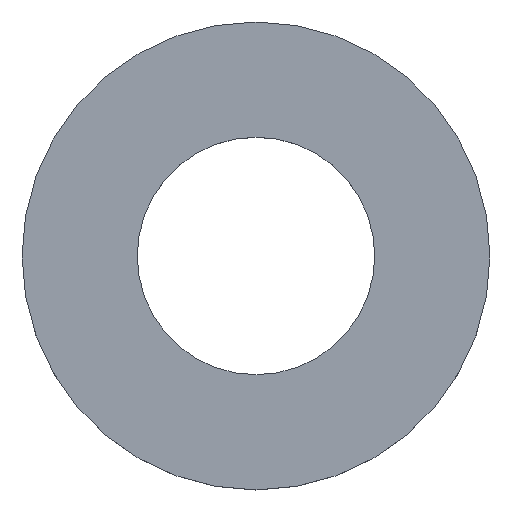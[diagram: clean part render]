
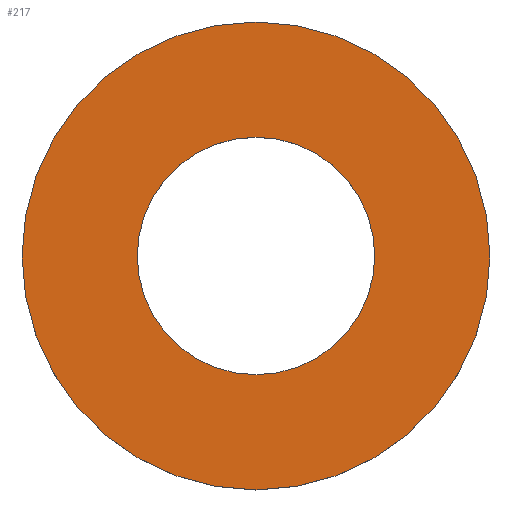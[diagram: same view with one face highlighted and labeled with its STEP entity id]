
A CAD part, top view. The second image highlights one B-rep face of the part: STEP entity #217.
In plain terms, the highlighted planar face has unit normal (0, 0, 1).
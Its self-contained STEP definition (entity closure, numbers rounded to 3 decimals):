
#35 = VERTEX_POINT('',#36);
#36 = CARTESIAN_POINT('',(7.88,0.,1.6));
#43 = CYLINDRICAL_SURFACE('',#44,7.88);
#44 = AXIS2_PLACEMENT_3D('',#45,#46,#47);
#45 = CARTESIAN_POINT('',(0.,0.,0.));
#46 = DIRECTION('',(-0.,-0.,-1.));
#47 = DIRECTION('',(1.,0.,0.));
#62 = EDGE_CURVE('',#35,#35,#63,.T.);
#63 = SURFACE_CURVE('',#64,(#69,#76),.PCURVE_S1.);
#64 = CIRCLE('',#65,7.88);
#65 = AXIS2_PLACEMENT_3D('',#66,#67,#68);
#66 = CARTESIAN_POINT('',(0.,0.,1.6));
#67 = DIRECTION('',(0.,0.,1.));
#68 = DIRECTION('',(1.,0.,0.));
#69 = PCURVE('',#43,#70);
#70 = DEFINITIONAL_REPRESENTATION('',(#71),#75);
#71 = LINE('',#72,#73);
#72 = CARTESIAN_POINT('',(-0.,-1.6));
#73 = VECTOR('',#74,1.);
#74 = DIRECTION('',(-1.,0.));
#75 = ( GEOMETRIC_REPRESENTATION_CONTEXT(2) 
PARAMETRIC_REPRESENTATION_CONTEXT() REPRESENTATION_CONTEXT('2D SPACE',''
  ) );
#76 = PCURVE('',#77,#82);
#77 = PLANE('',#78);
#78 = AXIS2_PLACEMENT_3D('',#79,#80,#81);
#79 = CARTESIAN_POINT('',(7.88,0.,1.6));
#80 = DIRECTION('',(0.,0.,-1.));
#81 = DIRECTION('',(-1.,0.,0.));
#82 = DEFINITIONAL_REPRESENTATION('',(#83),#91);
#83 = ( BOUNDED_CURVE() B_SPLINE_CURVE(2,(#84,#85,#86,#87,#88,#89,#90),
.UNSPECIFIED.,.F.,.F.) B_SPLINE_CURVE_WITH_KNOTS((1,2,2,2,2,1),(
    -2.094,0.,2.094,4.189,6.283,
8.378),.UNSPECIFIED.) CURVE() GEOMETRIC_REPRESENTATION_ITEM() 
RATIONAL_B_SPLINE_CURVE((1.,0.5,1.,0.5,1.,0.5,1.)) REPRESENTATION_ITEM(
  '') );
#84 = CARTESIAN_POINT('',(0.,0.));
#85 = CARTESIAN_POINT('',(0.,13.649));
#86 = CARTESIAN_POINT('',(11.82,6.824));
#87 = CARTESIAN_POINT('',(23.64,0.));
#88 = CARTESIAN_POINT('',(11.82,-6.824));
#89 = CARTESIAN_POINT('',(0.,-13.649));
#90 = CARTESIAN_POINT('',(0.,0.));
#91 = ( GEOMETRIC_REPRESENTATION_CONTEXT(2) 
PARAMETRIC_REPRESENTATION_CONTEXT() REPRESENTATION_CONTEXT('2D SPACE',''
  ) );
#131 = VERTEX_POINT('',#132);
#132 = CARTESIAN_POINT('',(4.,0.,1.6));
#139 = CYLINDRICAL_SURFACE('',#140,4.);
#140 = AXIS2_PLACEMENT_3D('',#141,#142,#143);
#141 = CARTESIAN_POINT('',(0.,0.,0.));
#142 = DIRECTION('',(-0.,-0.,-1.));
#143 = DIRECTION('',(1.,0.,0.));
#158 = EDGE_CURVE('',#131,#131,#159,.T.);
#159 = SURFACE_CURVE('',#160,(#165,#172),.PCURVE_S1.);
#160 = CIRCLE('',#161,4.);
#161 = AXIS2_PLACEMENT_3D('',#162,#163,#164);
#162 = CARTESIAN_POINT('',(0.,0.,1.6));
#163 = DIRECTION('',(0.,0.,1.));
#164 = DIRECTION('',(1.,0.,0.));
#165 = PCURVE('',#139,#166);
#166 = DEFINITIONAL_REPRESENTATION('',(#167),#171);
#167 = LINE('',#168,#169);
#168 = CARTESIAN_POINT('',(-0.,-1.6));
#169 = VECTOR('',#170,1.);
#170 = DIRECTION('',(-1.,0.));
#171 = ( GEOMETRIC_REPRESENTATION_CONTEXT(2) 
PARAMETRIC_REPRESENTATION_CONTEXT() REPRESENTATION_CONTEXT('2D SPACE',''
  ) );
#172 = PCURVE('',#77,#173);
#173 = DEFINITIONAL_REPRESENTATION('',(#174),#182);
#174 = ( BOUNDED_CURVE() B_SPLINE_CURVE(2,(#175,#176,#177,#178,#179,#180
,#181),.UNSPECIFIED.,.F.,.F.) B_SPLINE_CURVE_WITH_KNOTS((1,2,2,2,2,1),(
    -2.094,0.,2.094,4.189,6.283,
8.378),.UNSPECIFIED.) CURVE() GEOMETRIC_REPRESENTATION_ITEM() 
RATIONAL_B_SPLINE_CURVE((1.,0.5,1.,0.5,1.,0.5,1.)) REPRESENTATION_ITEM(
  '') );
#175 = CARTESIAN_POINT('',(3.88,0.));
#176 = CARTESIAN_POINT('',(3.88,6.928));
#177 = CARTESIAN_POINT('',(9.88,3.464));
#178 = CARTESIAN_POINT('',(15.88,0.));
#179 = CARTESIAN_POINT('',(9.88,-3.464));
#180 = CARTESIAN_POINT('',(3.88,-6.928));
#181 = CARTESIAN_POINT('',(3.88,0.));
#182 = ( GEOMETRIC_REPRESENTATION_CONTEXT(2) 
PARAMETRIC_REPRESENTATION_CONTEXT() REPRESENTATION_CONTEXT('2D SPACE',''
  ) );
#217 = ADVANCED_FACE('',(#218,#221),#77,.F.);
#218 = FACE_BOUND('',#219,.T.);
#219 = EDGE_LOOP('',(#220));
#220 = ORIENTED_EDGE('',*,*,#62,.T.);
#221 = FACE_BOUND('',#222,.F.);
#222 = EDGE_LOOP('',(#223));
#223 = ORIENTED_EDGE('',*,*,#158,.T.);
